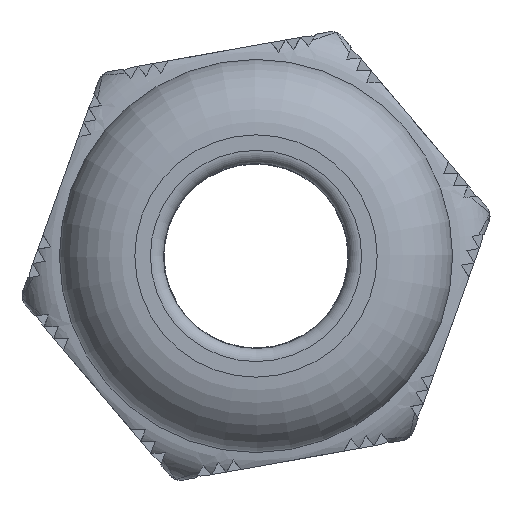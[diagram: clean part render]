
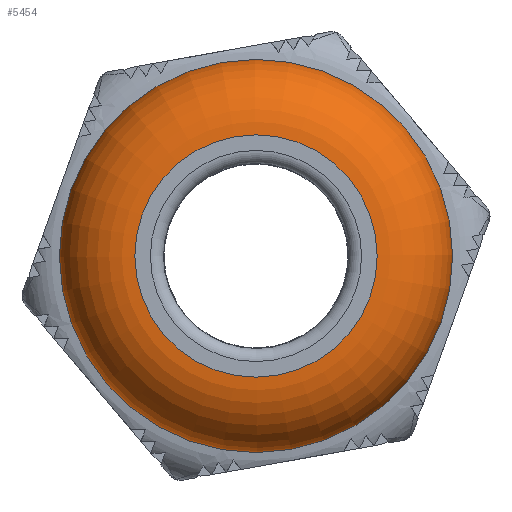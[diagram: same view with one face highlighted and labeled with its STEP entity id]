
A CAD part, left-side view. The second image highlights one B-rep face of the part: STEP entity #5454.
In plain terms, the highlighted toroidal (fillet/blend) face has major radius 5.548 mm and minor radius 3.463 mm.
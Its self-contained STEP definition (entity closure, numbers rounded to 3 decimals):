
#99=TOROIDAL_SURFACE('',#5933,5.548,3.464);
#1198=FACE_BOUND('',#1714,.T.);
#1361=FACE_OUTER_BOUND('',#1713,.T.);
#1713=EDGE_LOOP('',(#4330));
#1714=EDGE_LOOP('',(#4331));
#1943=CIRCLE('',#5723,5.548);
#1987=CIRCLE('',#5934,9.);
#2238=VERTEX_POINT('',#9673);
#2468=VERTEX_POINT('',#10936);
#2771=EDGE_CURVE('',#2238,#2238,#1943,.T.);
#3121=EDGE_CURVE('',#2468,#2468,#1987,.T.);
#4330=ORIENTED_EDGE('',*,*,#2771,.T.);
#4331=ORIENTED_EDGE('',*,*,#3121,.F.);
#5454=ADVANCED_FACE('',(#1361,#1198),#99,.T.);
#5723=AXIS2_PLACEMENT_3D('',#9674,#6414,#6415);
#5933=AXIS2_PLACEMENT_3D('',#10935,#7032,#7033);
#5934=AXIS2_PLACEMENT_3D('',#10937,#7034,#7035);
#6414=DIRECTION('center_axis',(1.,0.,0.));
#6415=DIRECTION('ref_axis',(0.,0.,-1.));
#7032=DIRECTION('center_axis',(1.,0.,0.));
#7033=DIRECTION('ref_axis',(0.,0.,-1.));
#7034=DIRECTION('center_axis',(1.,0.,0.));
#7035=DIRECTION('ref_axis',(0.,0.,-1.));
#9673=CARTESIAN_POINT('',(-15.37,5.548,0.));
#9674=CARTESIAN_POINT('Origin',(-15.37,0.,0.));
#10935=CARTESIAN_POINT('Origin',(-11.906,0.,0.));
#10936=CARTESIAN_POINT('',(-12.183,9.,0.));
#10937=CARTESIAN_POINT('Origin',(-12.183,0.,0.));
